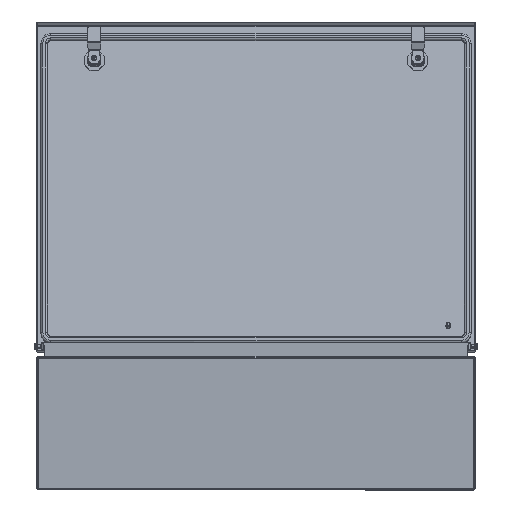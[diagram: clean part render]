
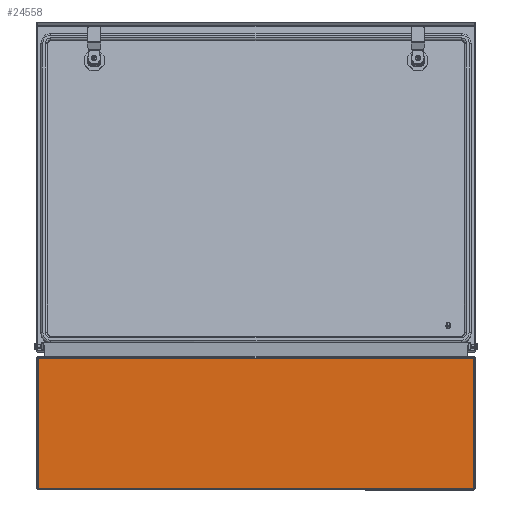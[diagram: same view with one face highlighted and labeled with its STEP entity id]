
A CAD part, left-side view. The second image highlights one B-rep face of the part: STEP entity #24558.
In plain terms, the highlighted planar face has unit normal (-1, 0, 0).
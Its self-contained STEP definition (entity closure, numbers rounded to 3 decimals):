
#1884 = LINE ( 'NONE', #3326, #13365 ) ;
#1917 = VECTOR ( 'NONE', #7149, 1000. ) ;
#2324 = CARTESIAN_POINT ( 'NONE',  ( -356.583, 89.056, 194.7 ) ) ;
#2454 = ORIENTED_EDGE ( 'NONE', *, *, #8927, .T. ) ;
#3326 = CARTESIAN_POINT ( 'NONE',  ( -356.583, 89.056, 1. ) ) ;
#3389 = LINE ( 'NONE', #27637, #26280 ) ;
#4503 = DIRECTION ( 'NONE',  ( 0., 1., 0. ) ) ;
#5208 = DIRECTION ( 'NONE',  ( 1., 0., 0. ) ) ;
#5492 = LINE ( 'NONE', #2324, #27735 ) ;
#6483 = ORIENTED_EDGE ( 'NONE', *, *, #12019, .F. ) ;
#6692 = CARTESIAN_POINT ( 'NONE',  ( -356.583, 87.356, 196.4 ) ) ;
#7149 = DIRECTION ( 'NONE',  ( 0., 0., 1. ) ) ;
#7549 = CARTESIAN_POINT ( 'NONE',  ( -356.583, -557.844, 1. ) ) ;
#7643 = EDGE_CURVE ( 'NONE', #19712, #17384, #14467, .T. ) ;
#8113 = VERTEX_POINT ( 'NONE', #24678 ) ;
#8275 = DIRECTION ( 'NONE',  ( 0., 1., 0. ) ) ;
#8333 = ORIENTED_EDGE ( 'NONE', *, *, #23788, .T. ) ;
#8480 = ORIENTED_EDGE ( 'NONE', *, *, #21327, .T. ) ;
#8927 = EDGE_CURVE ( 'NONE', #9583, #15064, #3389, .T. ) ;
#9095 = ORIENTED_EDGE ( 'NONE', *, *, #7643, .T. ) ;
#9443 = CARTESIAN_POINT ( 'NONE',  ( -356.583, -557.761, 194.7 ) ) ;
#9508 = EDGE_CURVE ( 'NONE', #12585, #8113, #24849, .T. ) ;
#9583 = VERTEX_POINT ( 'NONE', #9443 ) ;
#12019 = EDGE_CURVE ( 'NONE', #12585, #17384, #1884, .T. ) ;
#12585 = VERTEX_POINT ( 'NONE', #7549 ) ;
#13365 = VECTOR ( 'NONE', #18365, 1000. ) ;
#13557 = FACE_OUTER_BOUND ( 'NONE', #14581, .T. ) ;
#13710 = CARTESIAN_POINT ( 'NONE',  ( -356.583, 87.356, 194.7 ) ) ;
#13965 = ORIENTED_EDGE ( 'NONE', *, *, #9508, .T. ) ;
#14467 = LINE ( 'NONE', #6692, #20142 ) ;
#14581 = EDGE_LOOP ( 'NONE', ( #8480, #2454, #8333, #9095, #6483, #13965 ) ) ;
#15064 = VERTEX_POINT ( 'NONE', #21624 ) ;
#17384 = VERTEX_POINT ( 'NONE', #24396 ) ;
#18076 = PLANE ( 'NONE',  #24314 ) ;
#18365 = DIRECTION ( 'NONE',  ( 0., 1., 0. ) ) ;
#19552 = DIRECTION ( 'NONE',  ( 0., 0., -1. ) ) ;
#19712 = VERTEX_POINT ( 'NONE', #13710 ) ;
#19987 = CARTESIAN_POINT ( 'NONE',  ( -356.583, -557.844, 1. ) ) ;
#20142 = VECTOR ( 'NONE', #19552, 1000. ) ;
#20228 = DIRECTION ( 'NONE',  ( 0., 0., -1. ) ) ;
#21327 = EDGE_CURVE ( 'NONE', #8113, #9583, #25748, .T. ) ;
#21624 = CARTESIAN_POINT ( 'NONE',  ( -356.583, 87.273, 194.7 ) ) ;
#23006 = DIRECTION ( 'NONE',  ( 0., 1., 0. ) ) ;
#23788 = EDGE_CURVE ( 'NONE', #15064, #19712, #5492, .T. ) ;
#24314 = AXIS2_PLACEMENT_3D ( 'NONE', #24510, #5208, #20228 ) ;
#24396 = CARTESIAN_POINT ( 'NONE',  ( -356.583, 87.356, 1. ) ) ;
#24510 = CARTESIAN_POINT ( 'NONE',  ( -356.583, 89.056, 196.4 ) ) ;
#24558 = ADVANCED_FACE ( 'NONE', ( #13557 ), #18076, .F. ) ;
#24678 = CARTESIAN_POINT ( 'NONE',  ( -356.583, -557.844, 194.7 ) ) ;
#24849 = LINE ( 'NONE', #19987, #1917 ) ;
#25084 = VECTOR ( 'NONE', #23006, 1000. ) ;
#25204 = CARTESIAN_POINT ( 'NONE',  ( -356.583, -557.844, 194.7 ) ) ;
#25748 = LINE ( 'NONE', #25204, #25084 ) ;
#26280 = VECTOR ( 'NONE', #8275, 1000. ) ;
#27637 = CARTESIAN_POINT ( 'NONE',  ( -356.583, -557.844, 194.7 ) ) ;
#27735 = VECTOR ( 'NONE', #4503, 1000. ) ;
